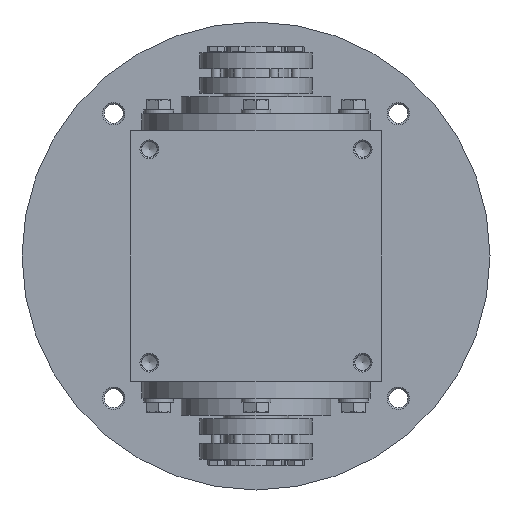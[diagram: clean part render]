
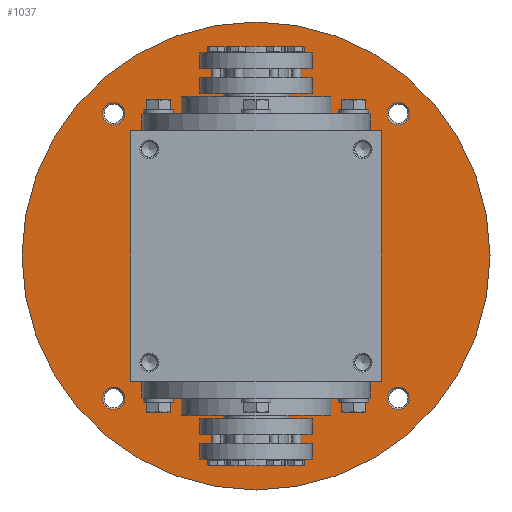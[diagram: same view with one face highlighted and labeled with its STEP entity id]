
A CAD part, left-side view. The second image highlights one B-rep face of the part: STEP entity #1037.
In plain terms, the highlighted planar face has unit normal (-1, 0, 0).
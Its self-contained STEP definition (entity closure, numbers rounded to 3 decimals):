
#1037 = ADVANCED_FACE( '', ( #2168, #2169, #2170, #2171, #2172, #2173 ), #2174, .F. );
#2168 = FACE_OUTER_BOUND( '', #3310, .T. );
#2169 = FACE_BOUND( '', #3311, .T. );
#2170 = FACE_BOUND( '', #3312, .T. );
#2171 = FACE_BOUND( '', #3313, .T. );
#2172 = FACE_BOUND( '', #3314, .T. );
#2173 = FACE_BOUND( '', #3315, .T. );
#2174 = PLANE( '', #3316 );
#3310 = EDGE_LOOP( '', ( #5472 ) );
#3311 = EDGE_LOOP( '', ( #5473 ) );
#3312 = EDGE_LOOP( '', ( #5474 ) );
#3313 = EDGE_LOOP( '', ( #5475 ) );
#3314 = EDGE_LOOP( '', ( #5476 ) );
#3315 = EDGE_LOOP( '', ( #5477 ) );
#3316 = AXIS2_PLACEMENT_3D( '', #5478, #5479, #5480 );
#5472 = ORIENTED_EDGE( '', *, *, #6245, .F. );
#5473 = ORIENTED_EDGE( '', *, *, #6388, .T. );
#5474 = ORIENTED_EDGE( '', *, *, #6338, .T. );
#5475 = ORIENTED_EDGE( '', *, *, #5828, .T. );
#5476 = ORIENTED_EDGE( '', *, *, #6307, .T. );
#5477 = ORIENTED_EDGE( '', *, *, #6315, .T. );
#5478 = CARTESIAN_POINT( '', ( 55., 50., 0. ) );
#5479 = DIRECTION( '', ( 1., 0., 0. ) );
#5480 = DIRECTION( '', ( 0., 0., -1. ) );
#5828 = EDGE_CURVE( '', #6719, #6719, #6720, .T. );
#6245 = EDGE_CURVE( '', #7394, #7394, #7395, .T. );
#6307 = EDGE_CURVE( '', #7484, #7484, #7485, .T. );
#6315 = EDGE_CURVE( '', #7493, #7493, #7494, .T. );
#6338 = EDGE_CURVE( '', #7525, #7525, #7526, .T. );
#6388 = EDGE_CURVE( '', #7596, #7596, #7597, .T. );
#6719 = VERTEX_POINT( '', #7982 );
#6720 = CIRCLE( '', #7983, 6. );
#7394 = VERTEX_POINT( '', #8995 );
#7395 = CIRCLE( '', #8996, 125. );
#7484 = VERTEX_POINT( '', #9128 );
#7485 = CIRCLE( '', #9129, 6. );
#7493 = VERTEX_POINT( '', #9140 );
#7494 = CIRCLE( '', #9141, 50. );
#7525 = VERTEX_POINT( '', #9194 );
#7526 = CIRCLE( '', #9195, 6. );
#7596 = VERTEX_POINT( '', #9297 );
#7597 = CIRCLE( '', #9298, 6. );
#7982 = CARTESIAN_POINT( '', ( 55., -76.014, -82.014 ) );
#7983 = AXIS2_PLACEMENT_3D( '', #9806, #9807, #9808 );
#8995 = CARTESIAN_POINT( '', ( 55., 0., -125. ) );
#8996 = AXIS2_PLACEMENT_3D( '', #10372, #10373, #10374 );
#9128 = CARTESIAN_POINT( '', ( 55., 76.014, 70.014 ) );
#9129 = AXIS2_PLACEMENT_3D( '', #10466, #10467, #10468 );
#9140 = CARTESIAN_POINT( '', ( 55., 0., -50. ) );
#9141 = AXIS2_PLACEMENT_3D( '', #10478, #10479, #10480 );
#9194 = CARTESIAN_POINT( '', ( 55., 76.014, -82.014 ) );
#9195 = AXIS2_PLACEMENT_3D( '', #10505, #10506, #10507 );
#9297 = CARTESIAN_POINT( '', ( 55., -76.014, 70.014 ) );
#9298 = AXIS2_PLACEMENT_3D( '', #10580, #10581, #10582 );
#9806 = CARTESIAN_POINT( '', ( 55., -76.014, -76.014 ) );
#9807 = DIRECTION( '', ( 1., 0., 0. ) );
#9808 = DIRECTION( '', ( 0., 0., -1. ) );
#10372 = CARTESIAN_POINT( '', ( 55., 0., 0. ) );
#10373 = DIRECTION( '', ( 1., 0., 0. ) );
#10374 = DIRECTION( '', ( 0., 0., -1. ) );
#10466 = CARTESIAN_POINT( '', ( 55., 76.014, 76.014 ) );
#10467 = DIRECTION( '', ( 1., 0., 0. ) );
#10468 = DIRECTION( '', ( 0., 0., -1. ) );
#10478 = CARTESIAN_POINT( '', ( 55., 0., 0. ) );
#10479 = DIRECTION( '', ( 1., 0., 0. ) );
#10480 = DIRECTION( '', ( 0., 0., -1. ) );
#10505 = CARTESIAN_POINT( '', ( 55., 76.014, -76.014 ) );
#10506 = DIRECTION( '', ( 1., 0., 0. ) );
#10507 = DIRECTION( '', ( 0., 0., -1. ) );
#10580 = CARTESIAN_POINT( '', ( 55., -76.014, 76.014 ) );
#10581 = DIRECTION( '', ( 1., 0., 0. ) );
#10582 = DIRECTION( '', ( 0., 0., -1. ) );
